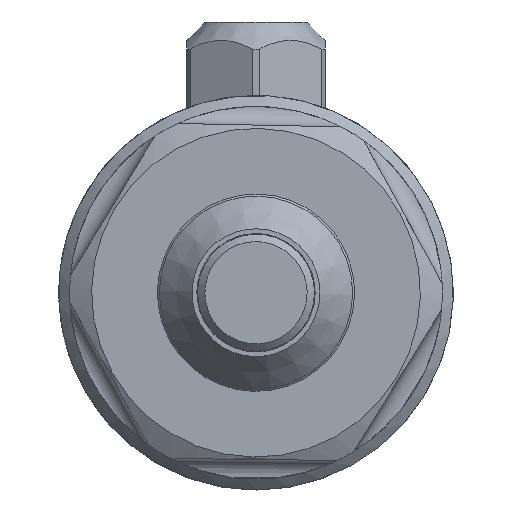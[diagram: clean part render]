
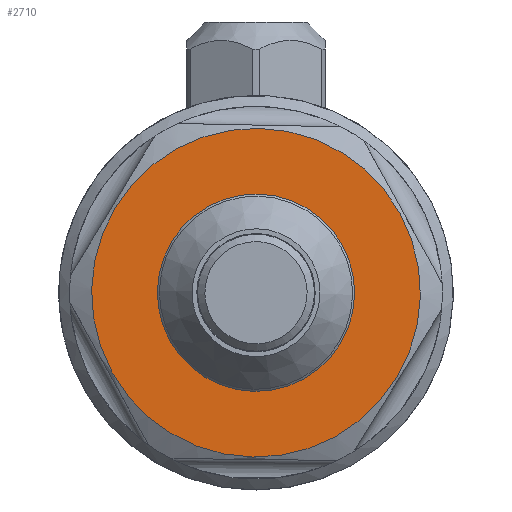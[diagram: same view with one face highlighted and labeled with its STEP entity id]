
A CAD part, left-side view. The second image highlights one B-rep face of the part: STEP entity #2710.
In plain terms, the highlighted planar face has unit normal (-1, 0, 0).
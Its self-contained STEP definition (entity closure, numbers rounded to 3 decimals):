
#654=ORIENTED_EDGE('',*,*,#1262,.T.);
#655=ORIENTED_EDGE('',*,*,#1268,.F.);
#1262=EDGE_CURVE('',#1593,#1593,#1834,.T.);
#1268=EDGE_CURVE('',#1599,#1599,#1840,.T.);
#1593=VERTEX_POINT('',#5459);
#1599=VERTEX_POINT('',#5477);
#1834=CIRCLE('',#3941,22.5);
#1840=CIRCLE('',#3953,13.5);
#2047=EDGE_LOOP('',(#654));
#2048=EDGE_LOOP('',(#655));
#2345=FACE_BOUND('',#2047,.T.);
#2346=FACE_BOUND('',#2048,.T.);
#2572=PLANE('',#3954);
#2710=ADVANCED_FACE('',(#2345,#2346),#2572,.F.);
#3941=AXIS2_PLACEMENT_3D('',#5458,#4447,#4448);
#3953=AXIS2_PLACEMENT_3D('',#5476,#4471,#4472);
#3954=AXIS2_PLACEMENT_3D('',#5478,#4473,#4474);
#4447=DIRECTION('',(-1.,0.,0.));
#4448=DIRECTION('',(0.,-0.482,-0.876));
#4471=DIRECTION('',(-1.,0.,0.));
#4472=DIRECTION('',(0.,-0.482,-0.876));
#4473=DIRECTION('',(1.,0.,0.));
#4474=DIRECTION('',(0.,0.482,0.876));
#5458=CARTESIAN_POINT('',(-1.916,0.,0.));
#5459=CARTESIAN_POINT('',(-1.916,-10.848,-19.712));
#5476=CARTESIAN_POINT('',(-1.916,0.,0.));
#5477=CARTESIAN_POINT('',(-1.916,-6.509,-11.827));
#5478=CARTESIAN_POINT('',(-1.916,6.509,11.827));
